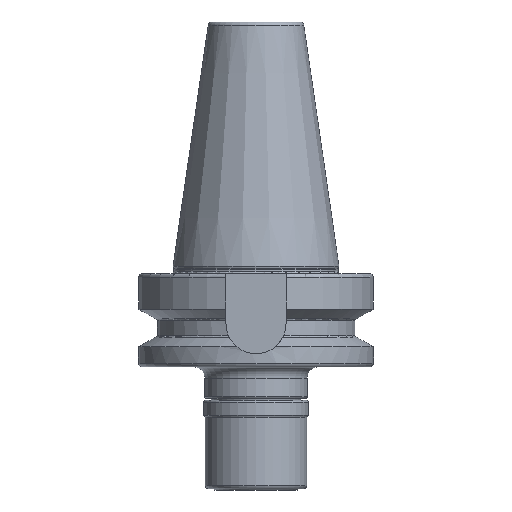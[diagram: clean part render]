
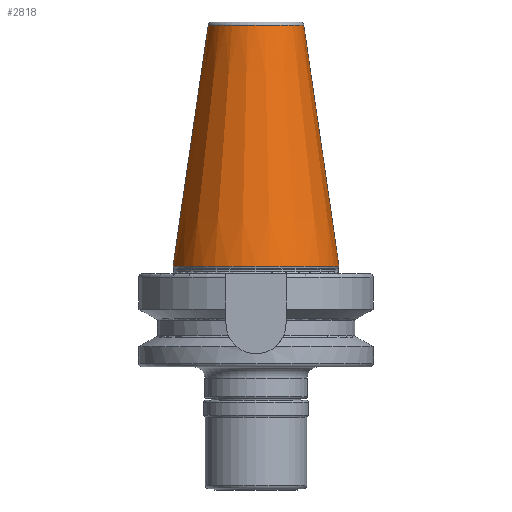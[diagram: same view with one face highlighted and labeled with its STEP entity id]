
A CAD part, left-side view. The second image highlights one B-rep face of the part: STEP entity #2818.
In plain terms, the highlighted conical face has half-angle 8.297 degrees and reference radius 17.519 mm.
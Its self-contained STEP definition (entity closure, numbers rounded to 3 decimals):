
#881=CARTESIAN_POINT('',(0,0,91.544));
#882=DIRECTION('',(0,0,1));
#883=DIRECTION('',(0,1,0));
#884=AXIS2_PLACEMENT_3D('',#881,#882,#883);
#886=DIRECTION('',(0.,0.144,0.99));
#887=VECTOR('',#886,65.227);
#888=CARTESIAN_POINT('',(0,-22.225,27));
#889=LINE('',#888,#887);
#890=CARTESIAN_POINT('',(0,0,27));
#891=DIRECTION('',(0,0,1));
#892=DIRECTION('',(0,1,0));
#893=AXIS2_PLACEMENT_3D('',#890,#891,#892);
#895=DIRECTION('',(0.,-0.144,0.99));
#896=VECTOR('',#895,65.227);
#897=CARTESIAN_POINT('',(0,22.225,27));
#898=LINE('',#897,#896);
#1458=CARTESIAN_POINT('',(0,22.225,27));
#1460=VERTEX_POINT('',#1458);
#1474=CARTESIAN_POINT('',(0,-22.225,27));
#1476=VERTEX_POINT('',#1474);
#1501=CARTESIAN_POINT('',(0,12.812,91.544));
#1502=CARTESIAN_POINT('',(0,-12.812,91.544));
#1503=VERTEX_POINT('',#1501);
#1504=VERTEX_POINT('',#1502);
#2804=CARTESIAN_POINT('',(0,0,59.272));
#2805=DIRECTION('',(0,0,-1));
#2806=DIRECTION('',(0,-1,0));
#2807=AXIS2_PLACEMENT_3D('',#2804,#2805,#2806);
#2808=CONICAL_SURFACE('',#2807,17.519,8.297);
#2810=ORIENTED_EDGE('',*,*,#2809,.T.);
#2812=ORIENTED_EDGE('',*,*,#2811,.F.);
#2813=ORIENTED_EDGE('',*,*,#2797,.F.);
#2815=ORIENTED_EDGE('',*,*,#2814,.T.);
#2816=EDGE_LOOP('',(#2810,#2812,#2813,#2815));
#2817=FACE_OUTER_BOUND('',#2816,.F.);
#2818=ADVANCED_FACE('',(#2817),#2808,.T.);
#885=CIRCLE('',#884,12.812);
#894=CIRCLE('',#893,22.225);
#2797=EDGE_CURVE('',#1460,#1476,#894,.T.);
#2809=EDGE_CURVE('',#1503,#1504,#885,.T.);
#2811=EDGE_CURVE('',#1476,#1504,#889,.T.);
#2814=EDGE_CURVE('',#1460,#1503,#898,.T.);
